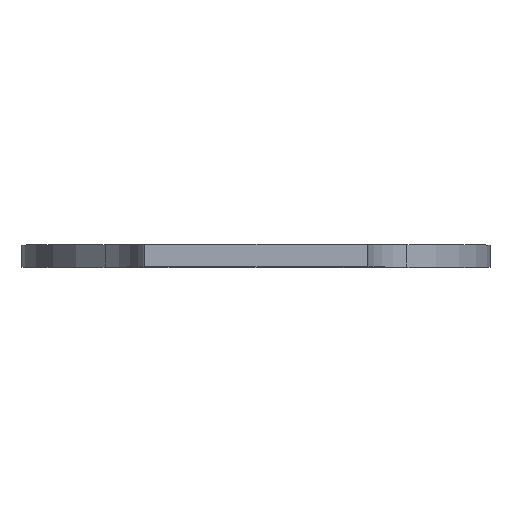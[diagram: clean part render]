
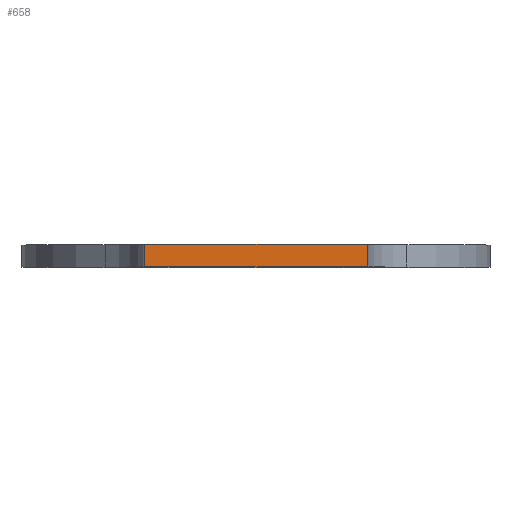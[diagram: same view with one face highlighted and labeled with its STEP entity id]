
A CAD part, top view. The second image highlights one B-rep face of the part: STEP entity #658.
In plain terms, the highlighted planar face has unit normal (0, 0, 1).
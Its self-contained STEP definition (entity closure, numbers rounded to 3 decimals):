
#34 = DIRECTION ( 'NONE',  ( 0., 1., 0. ) ) ;
#59 = AXIS2_PLACEMENT_3D ( 'NONE', #166, #320, #549 ) ;
#96 = LINE ( 'NONE', #944, #298 ) ;
#166 = CARTESIAN_POINT ( 'NONE',  ( -10., 0., 43. ) ) ;
#187 = ORIENTED_EDGE ( 'NONE', *, *, #889, .F. ) ;
#205 = CARTESIAN_POINT ( 'NONE',  ( -10., 0., 43. ) ) ;
#229 = CARTESIAN_POINT ( 'NONE',  ( -10., 2., 43. ) ) ;
#243 = DIRECTION ( 'NONE',  ( 0., 1., 0. ) ) ;
#298 = VECTOR ( 'NONE', #243, 1000. ) ;
#306 = VERTEX_POINT ( 'NONE', #862 ) ;
#315 = CARTESIAN_POINT ( 'NONE',  ( 10., 2., 43. ) ) ;
#320 = DIRECTION ( 'NONE',  ( 0., 0., 1. ) ) ;
#354 = EDGE_CURVE ( 'NONE', #306, #698, #96, .T. ) ;
#411 = VECTOR ( 'NONE', #681, 1000. ) ;
#427 = VECTOR ( 'NONE', #920, 1000. ) ;
#455 = FACE_OUTER_BOUND ( 'NONE', #519, .T. ) ;
#466 = LINE ( 'NONE', #229, #427 ) ;
#474 = EDGE_CURVE ( 'NONE', #927, #306, #980, .T. ) ;
#511 = EDGE_CURVE ( 'NONE', #637, #698, #466, .T. ) ;
#516 = LINE ( 'NONE', #966, #921 ) ;
#519 = EDGE_LOOP ( 'NONE', ( #850, #187, #617, #842 ) ) ;
#549 = DIRECTION ( 'NONE',  ( 1., 0., 0. ) ) ;
#617 = ORIENTED_EDGE ( 'NONE', *, *, #474, .T. ) ;
#619 = CARTESIAN_POINT ( 'NONE',  ( -10., 2., 43. ) ) ;
#637 = VERTEX_POINT ( 'NONE', #619 ) ;
#658 = ADVANCED_FACE ( 'NONE', ( #455 ), #766, .T. ) ;
#681 = DIRECTION ( 'NONE',  ( 1., 0., 0. ) ) ;
#698 = VERTEX_POINT ( 'NONE', #315 ) ;
#766 = PLANE ( 'NONE',  #59 ) ;
#842 = ORIENTED_EDGE ( 'NONE', *, *, #354, .T. ) ;
#850 = ORIENTED_EDGE ( 'NONE', *, *, #511, .F. ) ;
#862 = CARTESIAN_POINT ( 'NONE',  ( 10., 0., 43. ) ) ;
#889 = EDGE_CURVE ( 'NONE', #927, #637, #516, .T. ) ;
#920 = DIRECTION ( 'NONE',  ( 1., 0., 0. ) ) ;
#921 = VECTOR ( 'NONE', #34, 1000. ) ;
#927 = VERTEX_POINT ( 'NONE', #979 ) ;
#944 = CARTESIAN_POINT ( 'NONE',  ( 10., 0., 43. ) ) ;
#966 = CARTESIAN_POINT ( 'NONE',  ( -10., 0., 43. ) ) ;
#979 = CARTESIAN_POINT ( 'NONE',  ( -10., 0., 43. ) ) ;
#980 = LINE ( 'NONE', #205, #411 ) ;
